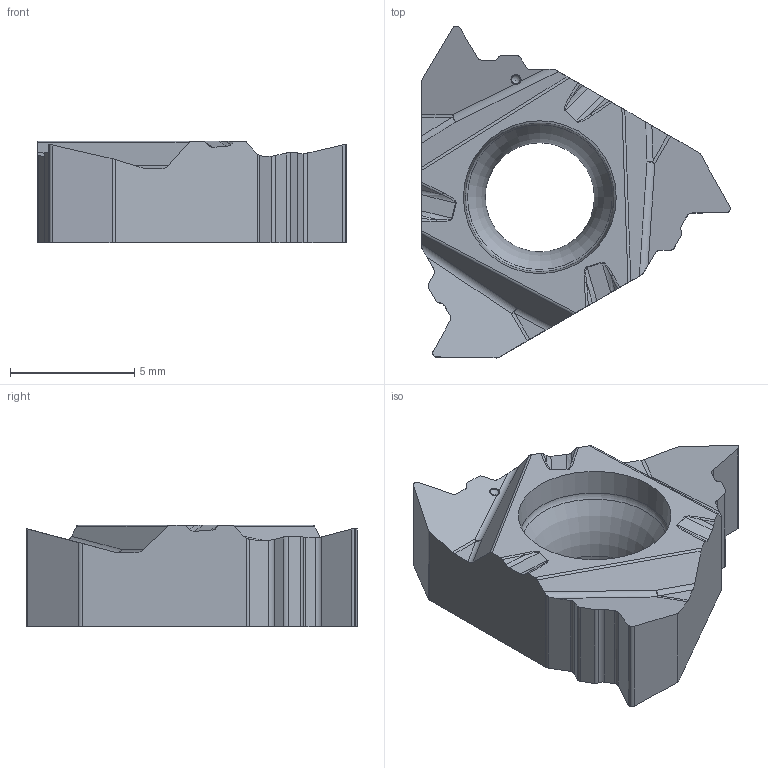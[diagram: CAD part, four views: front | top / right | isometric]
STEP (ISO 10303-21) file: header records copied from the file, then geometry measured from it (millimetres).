
FILE_DESCRIPTION(/* description */ (''),/* implementation_level */ '2;1');
FILE_NAME(/* name */ '1580897071118.stp',/* time_stamp */ '2020-02-05T15:34:41+05:00',/* author */ (''),/* organization */ ('SMS'),/* preprocessor_version */ 'ST-DEVELOPER v16.7',/* originating_system */ 'SIEMENS PLM Software NX 12.0',/* authorisation */ '');
FILE_SCHEMA (('AUTOMOTIVE_DESIGN { 1 0 10303 214 3 1 1 1 }'));
Length unit declared in the file: millimetre
Products named in the file (1): 202468253mod000_00
Bounding box: 12.44 x 13.38 x 4.11 mm (x, y, z)
Volume: 299.3 mm3; surface area: 393.8 mm2
Topology: 1 solids, 1 shells, 120 faces, 338 edges, 218 vertices
Faces by surface type: cylinder 49, plane 47, bspline 13, extrusion 6, torus 3, cone 1, sphere 1
Full cylindrical faces by diameter (mm): 4.4 x1
Entity records: 4954 total; most frequent: CARTESIAN_POINT 1870, ORIENTED_EDGE 654, DIRECTION 617, EDGE_CURVE 327, VERTEX_POINT 213, AXIS2_PLACEMENT_3D 212, VECTOR 193, LINE 187
